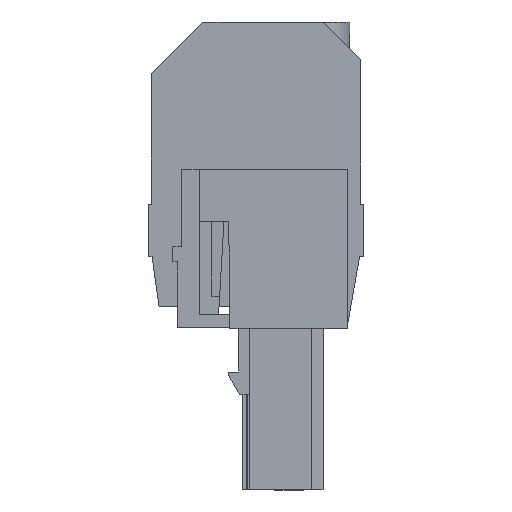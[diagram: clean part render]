
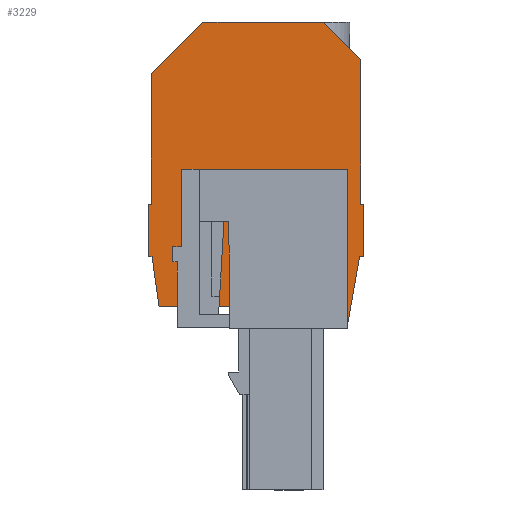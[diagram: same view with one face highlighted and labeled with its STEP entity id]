
A CAD part, left-side view. The second image highlights one B-rep face of the part: STEP entity #3229.
In plain terms, the highlighted planar face has unit normal (-1, 0, 0).
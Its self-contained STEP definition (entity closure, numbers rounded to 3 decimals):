
#3098=AXIS2_PLACEMENT_3D('Plane Axis2P3D',#3095,#3096,#3097) ;
#136=CARTESIAN_POINT('Vertex',(7.17,20.3,39.764)) ;
#152=CARTESIAN_POINT('Vertex',(7.17,20.3,27.3)) ;
#155=CARTESIAN_POINT('Line Origine',(7.17,20.3,33.532)) ;
#304=CARTESIAN_POINT('Vertex',(7.17,0.3,27.3)) ;
#635=CARTESIAN_POINT('Vertex',(7.17,0.3,41.114)) ;
#638=CARTESIAN_POINT('Line Origine',(7.17,0.3,34.207)) ;
#2427=CARTESIAN_POINT('Vertex',(7.17,0.404,22.3)) ;
#2430=CARTESIAN_POINT('Line Origine',(7.17,0.977,19.05)) ;
#2434=CARTESIAN_POINT('Vertex',(7.17,1.55,15.801)) ;
#2493=CARTESIAN_POINT('Vertex',(7.17,19.557,17.5)) ;
#2496=CARTESIAN_POINT('Line Origine',(7.17,19.895,19.9)) ;
#2500=CARTESIAN_POINT('Vertex',(7.17,20.232,22.3)) ;
#2960=CARTESIAN_POINT('Vertex',(7.17,3.886,44.7)) ;
#2963=CARTESIAN_POINT('Line Origine',(7.17,2.093,42.907)) ;
#3095=CARTESIAN_POINT('Axis2P3D Location',(7.17,0.,0.)) ;
#3100=CARTESIAN_POINT('Line Origine',(7.17,0.202,22.3)) ;
#3104=CARTESIAN_POINT('Vertex',(7.17,0.,22.3)) ;
#3107=CARTESIAN_POINT('Line Origine',(7.17,0.,24.8)) ;
#3111=CARTESIAN_POINT('Vertex',(7.17,0.,27.3)) ;
#3114=CARTESIAN_POINT('Line Origine',(7.17,0.15,27.3)) ;
#3119=CARTESIAN_POINT('Line Origine',(7.17,9.625,44.7)) ;
#3123=CARTESIAN_POINT('Vertex',(7.17,15.364,44.7)) ;
#3126=CARTESIAN_POINT('Line Origine',(7.17,17.832,42.232)) ;
#3131=CARTESIAN_POINT('Line Origine',(7.17,20.45,27.3)) ;
#3135=CARTESIAN_POINT('Vertex',(7.17,20.6,27.3)) ;
#3138=CARTESIAN_POINT('Line Origine',(7.17,20.6,24.8)) ;
#3142=CARTESIAN_POINT('Vertex',(7.17,20.6,22.3)) ;
#3145=CARTESIAN_POINT('Line Origine',(7.17,20.416,22.3)) ;
#3150=CARTESIAN_POINT('Line Origine',(7.17,16.205,17.5)) ;
#3154=CARTESIAN_POINT('Vertex',(7.17,12.853,17.5)) ;
#3157=CARTESIAN_POINT('Line Origine',(7.17,12.882,24.06)) ;
#3161=CARTESIAN_POINT('Vertex',(7.17,12.91,30.62)) ;
#3164=CARTESIAN_POINT('Line Origine',(7.17,7.23,30.62)) ;
#3168=CARTESIAN_POINT('Vertex',(7.17,1.55,30.62)) ;
#3171=CARTESIAN_POINT('Line Origine',(7.17,1.55,23.21)) ;
#3195=CARTESIAN_POINT('Line Origine',(7.17,14.71,28.12)) ;
#3199=CARTESIAN_POINT('Vertex',(7.17,14.71,25.62)) ;
#3201=CARTESIAN_POINT('Vertex',(7.17,14.71,30.62)) ;
#3204=CARTESIAN_POINT('Line Origine',(7.17,15.21,25.62)) ;
#3208=CARTESIAN_POINT('Vertex',(7.17,15.71,25.62)) ;
#3211=CARTESIAN_POINT('Line Origine',(7.17,15.71,28.12)) ;
#3215=CARTESIAN_POINT('Vertex',(7.17,15.71,30.62)) ;
#3218=CARTESIAN_POINT('Line Origine',(7.17,15.21,30.62)) ;
#156=DIRECTION('Vector Direction',(0.,0.,1.)) ;
#639=DIRECTION('Vector Direction',(0.,0.,-1.)) ;
#2431=DIRECTION('Vector Direction',(0.,0.174,-0.985)) ;
#2497=DIRECTION('Vector Direction',(0.,-0.139,-0.99)) ;
#2964=DIRECTION('Vector Direction',(0.,0.707,0.707)) ;
#3096=DIRECTION('Axis2P3D Direction',(-1.,0.,0.)) ;
#3097=DIRECTION('Axis2P3D XDirection',(0.,0.,1.)) ;
#3101=DIRECTION('Vector Direction',(0.,-1.,0.)) ;
#3108=DIRECTION('Vector Direction',(0.,0.,1.)) ;
#3115=DIRECTION('Vector Direction',(0.,1.,0.)) ;
#3120=DIRECTION('Vector Direction',(0.,1.,0.)) ;
#3127=DIRECTION('Vector Direction',(0.,0.707,-0.707)) ;
#3132=DIRECTION('Vector Direction',(0.,1.,0.)) ;
#3139=DIRECTION('Vector Direction',(0.,0.,-1.)) ;
#3146=DIRECTION('Vector Direction',(0.,-1.,0.)) ;
#3151=DIRECTION('Vector Direction',(0.,-1.,0.)) ;
#3158=DIRECTION('Vector Direction',(0.,-0.004,-1.)) ;
#3165=DIRECTION('Vector Direction',(0.,1.,0.)) ;
#3172=DIRECTION('Vector Direction',(0.,0.,1.)) ;
#3196=DIRECTION('Vector Direction',(0.,0.,1.)) ;
#3205=DIRECTION('Vector Direction',(0.,1.,0.)) ;
#3212=DIRECTION('Vector Direction',(0.,0.,1.)) ;
#3219=DIRECTION('Vector Direction',(0.,1.,0.)) ;
#157=VECTOR('Line Direction',#156,1.) ;
#640=VECTOR('Line Direction',#639,1.) ;
#2432=VECTOR('Line Direction',#2431,1.) ;
#2498=VECTOR('Line Direction',#2497,1.) ;
#2965=VECTOR('Line Direction',#2964,1.) ;
#3102=VECTOR('Line Direction',#3101,1.) ;
#3109=VECTOR('Line Direction',#3108,1.) ;
#3116=VECTOR('Line Direction',#3115,1.) ;
#3121=VECTOR('Line Direction',#3120,1.) ;
#3128=VECTOR('Line Direction',#3127,1.) ;
#3133=VECTOR('Line Direction',#3132,1.) ;
#3140=VECTOR('Line Direction',#3139,1.) ;
#3147=VECTOR('Line Direction',#3146,1.) ;
#3152=VECTOR('Line Direction',#3151,1.) ;
#3159=VECTOR('Line Direction',#3158,1.) ;
#3166=VECTOR('Line Direction',#3165,1.) ;
#3173=VECTOR('Line Direction',#3172,1.) ;
#3197=VECTOR('Line Direction',#3196,1.) ;
#3206=VECTOR('Line Direction',#3205,1.) ;
#3213=VECTOR('Line Direction',#3212,1.) ;
#3220=VECTOR('Line Direction',#3219,1.) ;
#3177=ORIENTED_EDGE('',*,*,#2436,.T.) ;
#3178=ORIENTED_EDGE('',*,*,#3106,.T.) ;
#3179=ORIENTED_EDGE('',*,*,#3113,.T.) ;
#3180=ORIENTED_EDGE('',*,*,#3118,.T.) ;
#3181=ORIENTED_EDGE('',*,*,#642,.T.) ;
#3182=ORIENTED_EDGE('',*,*,#2967,.T.) ;
#3183=ORIENTED_EDGE('',*,*,#3125,.T.) ;
#3184=ORIENTED_EDGE('',*,*,#3130,.T.) ;
#3185=ORIENTED_EDGE('',*,*,#159,.T.) ;
#3186=ORIENTED_EDGE('',*,*,#3137,.T.) ;
#3187=ORIENTED_EDGE('',*,*,#3144,.T.) ;
#3188=ORIENTED_EDGE('',*,*,#3149,.T.) ;
#3189=ORIENTED_EDGE('',*,*,#2502,.T.) ;
#3190=ORIENTED_EDGE('',*,*,#3156,.T.) ;
#3191=ORIENTED_EDGE('',*,*,#3163,.F.) ;
#3192=ORIENTED_EDGE('',*,*,#3170,.F.) ;
#3193=ORIENTED_EDGE('',*,*,#3175,.F.) ;
#3224=ORIENTED_EDGE('',*,*,#3203,.F.) ;
#3225=ORIENTED_EDGE('',*,*,#3210,.T.) ;
#3226=ORIENTED_EDGE('',*,*,#3217,.T.) ;
#3227=ORIENTED_EDGE('',*,*,#3222,.F.) ;
#3228=FACE_BOUND('',#3223,.T.) ;
#3229=ADVANCED_FACE('housing',(#3194,#3228),#3099,.T.) ;
#159=EDGE_CURVE('',#137,#153,#158,.F.) ;
#642=EDGE_CURVE('',#305,#636,#641,.F.) ;
#2436=EDGE_CURVE('',#2435,#2428,#2433,.F.) ;
#2502=EDGE_CURVE('',#2501,#2494,#2499,.T.) ;
#2967=EDGE_CURVE('',#636,#2961,#2966,.T.) ;
#3106=EDGE_CURVE('',#2428,#3105,#3103,.T.) ;
#3113=EDGE_CURVE('',#3105,#3112,#3110,.T.) ;
#3118=EDGE_CURVE('',#3112,#305,#3117,.T.) ;
#3125=EDGE_CURVE('',#2961,#3124,#3122,.T.) ;
#3130=EDGE_CURVE('',#3124,#137,#3129,.T.) ;
#3137=EDGE_CURVE('',#153,#3136,#3134,.T.) ;
#3144=EDGE_CURVE('',#3136,#3143,#3141,.T.) ;
#3149=EDGE_CURVE('',#3143,#2501,#3148,.T.) ;
#3156=EDGE_CURVE('',#2494,#3155,#3153,.T.) ;
#3163=EDGE_CURVE('',#3162,#3155,#3160,.T.) ;
#3170=EDGE_CURVE('',#3169,#3162,#3167,.T.) ;
#3175=EDGE_CURVE('',#2435,#3169,#3174,.T.) ;
#3203=EDGE_CURVE('',#3200,#3202,#3198,.T.) ;
#3210=EDGE_CURVE('',#3200,#3209,#3207,.T.) ;
#3217=EDGE_CURVE('',#3209,#3216,#3214,.T.) ;
#3222=EDGE_CURVE('',#3202,#3216,#3221,.T.) ;
#3176=EDGE_LOOP('',(#3177,#3178,#3179,#3180,#3181,#3182,#3183,#3184,#3185,#3186,#3187,#3188,#3189,#3190,#3191,#3192,#3193)) ;
#3223=EDGE_LOOP('',(#3224,#3225,#3226,#3227)) ;
#3194=FACE_OUTER_BOUND('',#3176,.T.) ;
#158=LINE('Line',#155,#157) ;
#641=LINE('Line',#638,#640) ;
#2433=LINE('Line',#2430,#2432) ;
#2499=LINE('Line',#2496,#2498) ;
#2966=LINE('Line',#2963,#2965) ;
#3103=LINE('Line',#3100,#3102) ;
#3110=LINE('Line',#3107,#3109) ;
#3117=LINE('Line',#3114,#3116) ;
#3122=LINE('Line',#3119,#3121) ;
#3129=LINE('Line',#3126,#3128) ;
#3134=LINE('Line',#3131,#3133) ;
#3141=LINE('Line',#3138,#3140) ;
#3148=LINE('Line',#3145,#3147) ;
#3153=LINE('Line',#3150,#3152) ;
#3160=LINE('Line',#3157,#3159) ;
#3167=LINE('Line',#3164,#3166) ;
#3174=LINE('Line',#3171,#3173) ;
#3198=LINE('Line',#3195,#3197) ;
#3207=LINE('Line',#3204,#3206) ;
#3214=LINE('Line',#3211,#3213) ;
#3221=LINE('Line',#3218,#3220) ;
#3099=PLANE('',#3098) ;
#137=VERTEX_POINT('',#136) ;
#153=VERTEX_POINT('',#152) ;
#305=VERTEX_POINT('',#304) ;
#636=VERTEX_POINT('',#635) ;
#2428=VERTEX_POINT('',#2427) ;
#2435=VERTEX_POINT('',#2434) ;
#2494=VERTEX_POINT('',#2493) ;
#2501=VERTEX_POINT('',#2500) ;
#2961=VERTEX_POINT('',#2960) ;
#3105=VERTEX_POINT('',#3104) ;
#3112=VERTEX_POINT('',#3111) ;
#3124=VERTEX_POINT('',#3123) ;
#3136=VERTEX_POINT('',#3135) ;
#3143=VERTEX_POINT('',#3142) ;
#3155=VERTEX_POINT('',#3154) ;
#3162=VERTEX_POINT('',#3161) ;
#3169=VERTEX_POINT('',#3168) ;
#3200=VERTEX_POINT('',#3199) ;
#3202=VERTEX_POINT('',#3201) ;
#3209=VERTEX_POINT('',#3208) ;
#3216=VERTEX_POINT('',#3215) ;
